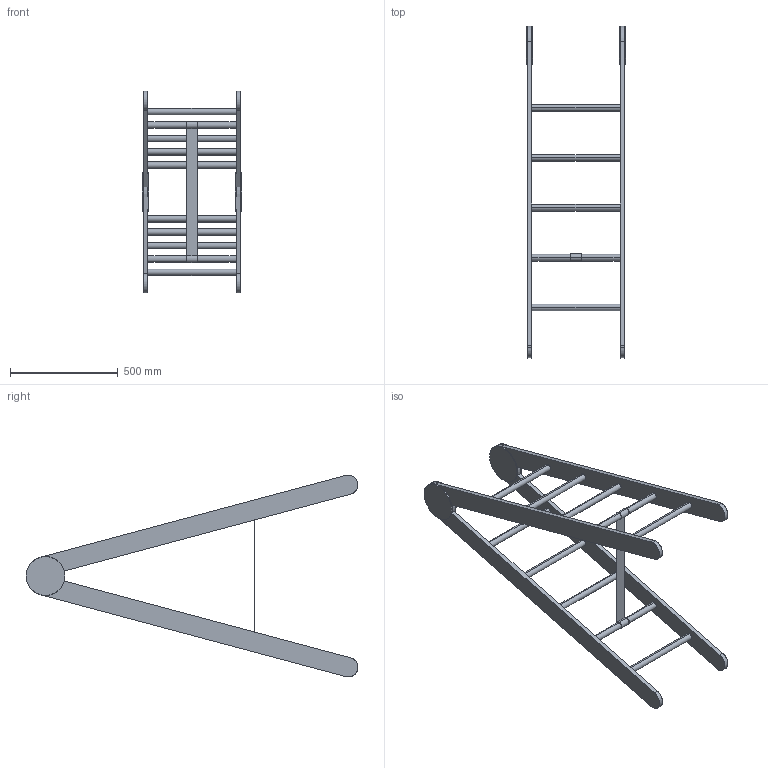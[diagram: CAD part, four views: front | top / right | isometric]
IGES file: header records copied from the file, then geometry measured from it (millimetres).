
Start section: SolidWorks IGES file using analytic representation for surfaces
Global section: file name: COMPASS.IGS; native system: SolidWorks 2016; preprocessor: SolidWorks 2016; author: serena.trevisiol; date: 170510.143815; units: millimetre
Bounding box: 460 x 1541.41 x 937.08 mm (x, y, z)
Surface area: 2037960.5 mm2 (no closed solid volume)
Topology: 0 solids, 0 shells, 72 faces, 2102 edges, 2102 vertices
Faces by surface type: revolution 48, bspline 24
